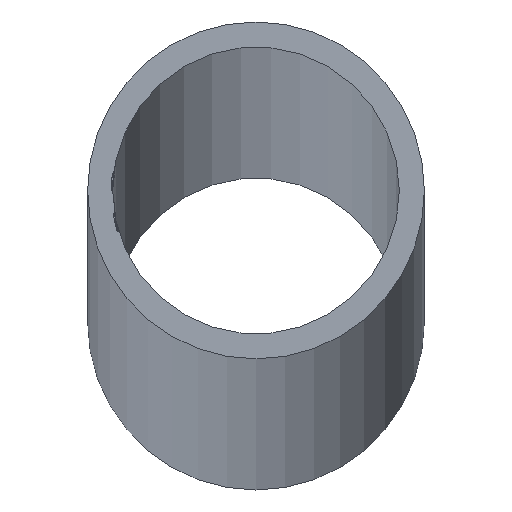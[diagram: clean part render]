
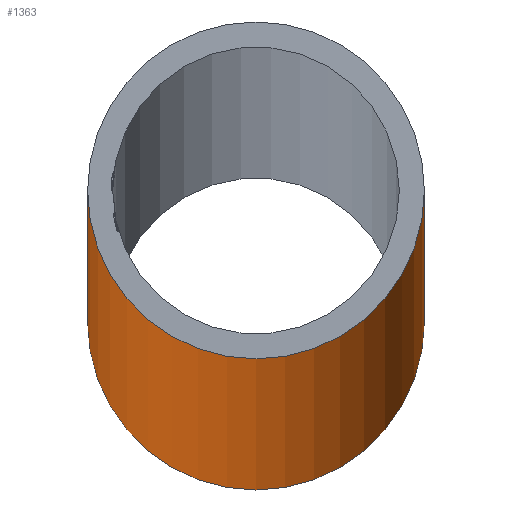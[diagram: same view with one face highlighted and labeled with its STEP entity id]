
A CAD part, top view. The second image highlights one B-rep face of the part: STEP entity #1363.
In plain terms, the highlighted cylindrical face has radius 13.45 mm (diameter 26.9 mm), a partial arc.
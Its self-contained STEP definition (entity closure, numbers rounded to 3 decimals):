
#76 = VERTEX_POINT ( 'NONE', #7496 ) ;
#328 = CARTESIAN_POINT ( 'NONE',  ( 13.45, 0., 0. ) ) ;
#385 = LINE ( 'NONE', #10359, #9271 ) ;
#400 = DIRECTION ( 'NONE',  ( 1., 0., 0. ) ) ;
#531 = DIRECTION ( 'NONE',  ( 0., 0., 1. ) ) ;
#723 = VERTEX_POINT ( 'NONE', #4473 ) ;
#1242 = DIRECTION ( 'NONE',  ( 1., 0., 0. ) ) ;
#1305 = EDGE_LOOP ( 'NONE', ( #7959, #10079, #7861, #4029 ) ) ;
#1363 = ADVANCED_FACE ( 'NONE', ( #8592 ), #4447, .T. ) ;
#1430 = DIRECTION ( 'NONE',  ( 1., 0., 0. ) ) ;
#1786 = EDGE_CURVE ( 'NONE', #4137, #10045, #5125, .T. ) ;
#2056 = EDGE_CURVE ( 'NONE', #723, #10045, #385, .T. ) ;
#2253 = CARTESIAN_POINT ( 'NONE',  ( -13.45, 0., 0. ) ) ;
#2901 = VECTOR ( 'NONE', #9433, 1000. ) ;
#3851 = CARTESIAN_POINT ( 'NONE',  ( 0., 0., -6000. ) ) ;
#4029 = ORIENTED_EDGE ( 'NONE', *, *, #1786, .F. ) ;
#4137 = VERTEX_POINT ( 'NONE', #2253 ) ;
#4447 = CYLINDRICAL_SURFACE ( 'NONE', #7450, 13.45 ) ;
#4473 = CARTESIAN_POINT ( 'NONE',  ( 13.45, 0., -6000. ) ) ;
#4477 = AXIS2_PLACEMENT_3D ( 'NONE', #7291, #7187, #1242 ) ;
#5125 = CIRCLE ( 'NONE', #4477, 13.45 ) ;
#6284 = EDGE_CURVE ( 'NONE', #76, #723, #10579, .T. ) ;
#6941 = AXIS2_PLACEMENT_3D ( 'NONE', #7515, #531, #1430 ) ;
#7187 = DIRECTION ( 'NONE',  ( 0., 0., 1. ) ) ;
#7291 = CARTESIAN_POINT ( 'NONE',  ( 0., 0., 0. ) ) ;
#7450 = AXIS2_PLACEMENT_3D ( 'NONE', #3851, #8906, #400 ) ;
#7496 = CARTESIAN_POINT ( 'NONE',  ( -13.45, 0., -6000. ) ) ;
#7515 = CARTESIAN_POINT ( 'NONE',  ( 0., 0., -6000. ) ) ;
#7861 = ORIENTED_EDGE ( 'NONE', *, *, #2056, .T. ) ;
#7959 = ORIENTED_EDGE ( 'NONE', *, *, #10520, .F. ) ;
#8400 = CARTESIAN_POINT ( 'NONE',  ( -13.45, 0., -6000. ) ) ;
#8592 = FACE_OUTER_BOUND ( 'NONE', #1305, .T. ) ;
#8906 = DIRECTION ( 'NONE',  ( 0., 0., 1. ) ) ;
#9271 = VECTOR ( 'NONE', #10389, 1000. ) ;
#9433 = DIRECTION ( 'NONE',  ( 0., 0., 1. ) ) ;
#10045 = VERTEX_POINT ( 'NONE', #328 ) ;
#10079 = ORIENTED_EDGE ( 'NONE', *, *, #6284, .T. ) ;
#10359 = CARTESIAN_POINT ( 'NONE',  ( 13.45, 0., -6000. ) ) ;
#10389 = DIRECTION ( 'NONE',  ( 0., 0., 1. ) ) ;
#10520 = EDGE_CURVE ( 'NONE', #76, #4137, #10806, .T. ) ;
#10579 = CIRCLE ( 'NONE', #6941, 13.45 ) ;
#10806 = LINE ( 'NONE', #8400, #2901 ) ;
